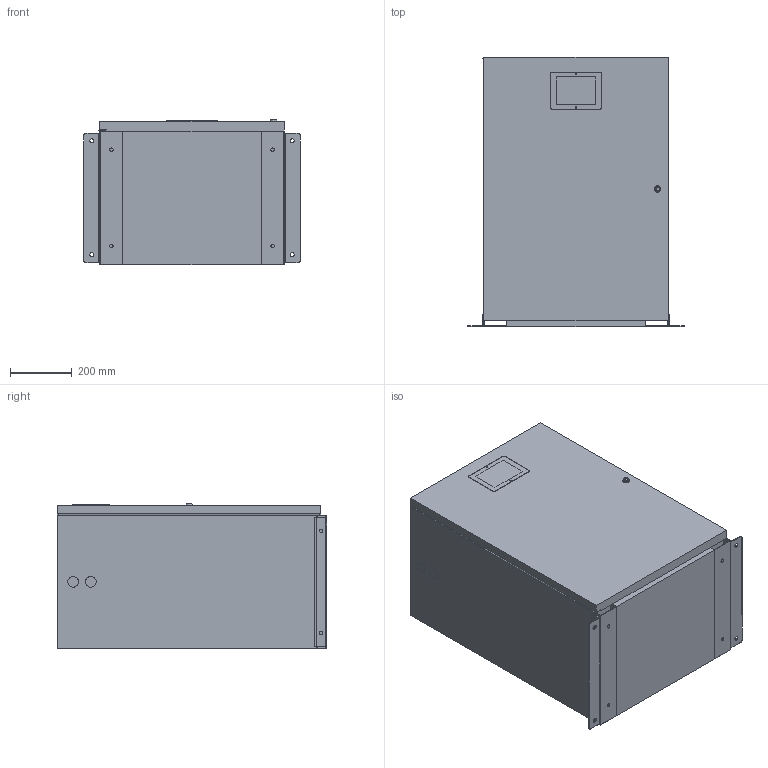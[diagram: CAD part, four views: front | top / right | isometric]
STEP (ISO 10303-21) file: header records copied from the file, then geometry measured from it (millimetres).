
FILE_DESCRIPTION (( 'STEP AP214' ), '1' );
FILE_NAME ('MW-SM.STEP', '2025-09-12T21:30:07', ( '' ), ( '' ), 'SwSTEP 2.0', 'SolidWorks 2016', '' );
FILE_SCHEMA (( 'AUTOMOTIVE_DESIGN' ));
Length unit declared in the file: inch
Products named in the file (8): MW Item 1; MW Item 5; MW; WR Lock01; MW Item 4; MW Item 2; MW Item 3; MW-SM
Assembly tree (8 placements, depth 3):
  MW-SM
    MW
      MW Item 1
      MW Item 2
      MW Item 3
      MW Item 4
      WR Lock01
    MW Item 5  x2
Bounding box: 698.5 x 869.95 x 469.49 mm (x, y, z)
Volume: 238786691.8 mm3; surface area: 4322494.1 mm2
Topology: 7 solids, 7 shells, 144 faces, 349 edges, 232 vertices
Faces by surface type: plane 76, cylinder 66, cone 2
Entity records: 4101 total; most frequent: DIRECTION 693, CARTESIAN_POINT 639, ORIENTED_EDGE 602, EDGE_CURVE 301, AXIS2_PLACEMENT_3D 254, VERTEX_POINT 200, LINE 185, VECTOR 185
